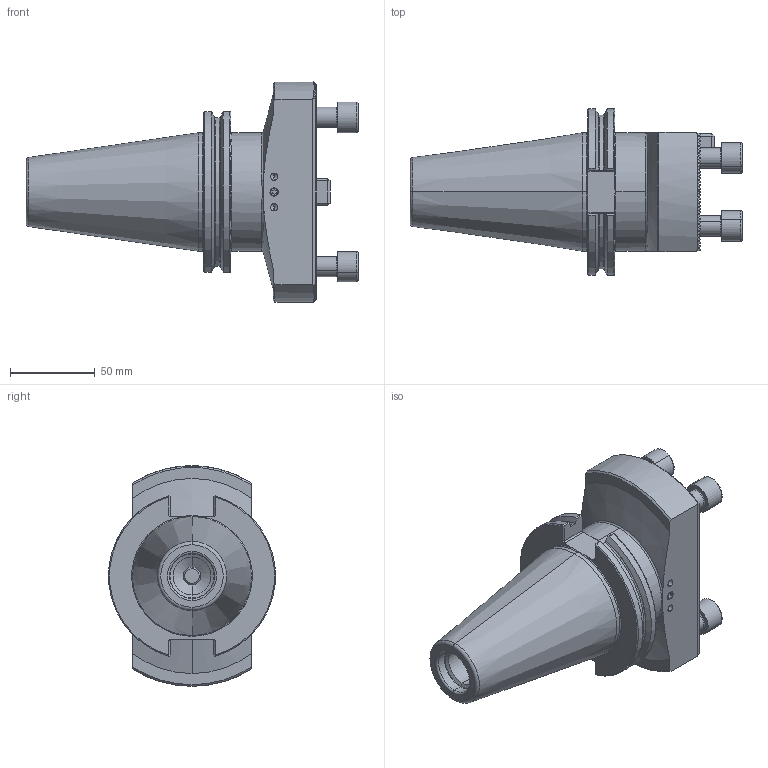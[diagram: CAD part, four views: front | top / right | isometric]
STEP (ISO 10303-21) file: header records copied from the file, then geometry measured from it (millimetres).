
FILE_DESCRIPTION (( 'STEP AP203' ), '1' );
FILE_NAME ('E04.350.130.069.STEP', '2018-03-07T08:48:05', ( 'SWIAdmin' ), ( 'Hewlett-Packard Company' ), 'SwSTEP 2.0', 'SolidWorks 2017', '' );
FILE_SCHEMA (( 'CONFIG_CONTROL_DESIGN' ));
Length unit declared in the file: millimetre
Products named in the file (7): Ko1-ER1.001.016_A; ISO 4026 - M5 x 8; ISO 4762 - M6 x 16; E04.350.130.069; ISO 4762 - M12 x 25; DIN 908 - M12x1.5; CT5-Ko1.K01.069_A
Assembly tree (10 placements, depth 2):
  E04.350.130.069
    CT5-Ko1.K01.069_A
    Ko1-ER1.001.016_A
    ISO 4762 - M6 x 16
    ISO 4762 - M12 x 25  x4
    DIN 908 - M12x1.5
    ISO 4026 - M5 x 8  x2
Bounding box: 195.62 x 98.08 x 130 mm (x, y, z)
Volume: 658596.2 mm3; surface area: 92513.9 mm2
Topology: 10 solids, 10 shells, 859 faces, 2324 edges, 1469 vertices
Faces by surface type: plane 495, cylinder 201, cone 114, torus 47, bspline 2
Entity records: 27157 total; most frequent: CARTESIAN_POINT 7982, ORIENTED_EDGE 4168, DIRECTION 3424, EDGE_CURVE 2084, VERTEX_POINT 1350, AXIS2_PLACEMENT_3D 1278, LINE 868, VECTOR 868
